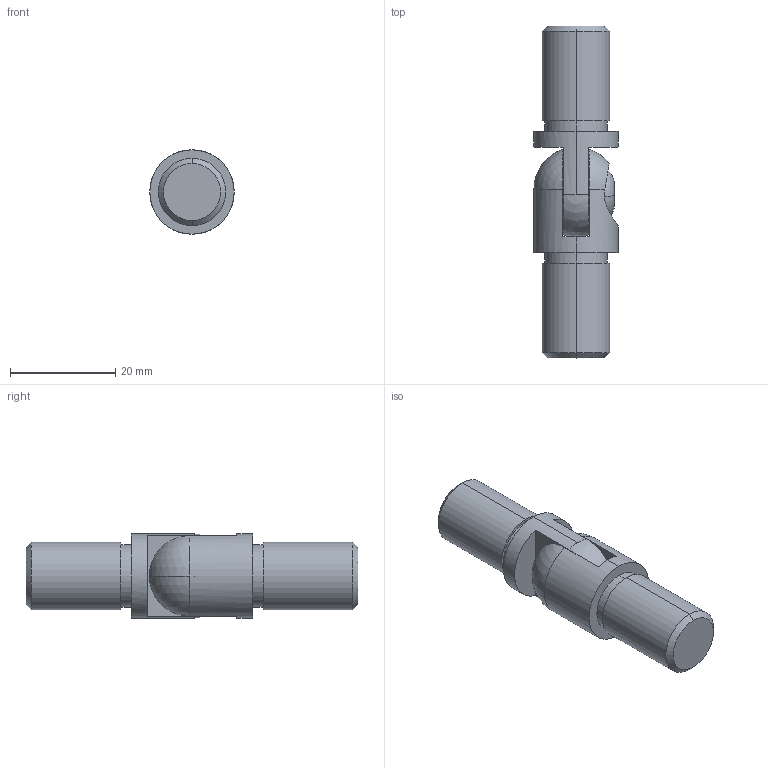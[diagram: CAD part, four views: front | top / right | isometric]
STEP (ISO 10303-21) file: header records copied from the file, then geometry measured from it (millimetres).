
FILE_DESCRIPTION (( 'STEP AP203' ), '1' );
FILE_NAME ('A_0302-016.STEP', '2019-02-18T09:40:29', ( '' ), ( '' ), 'SwSTEP 2.0', 'SolidWorks 2018', '' );
FILE_SCHEMA (( 'CONFIG_CONTROL_DESIGN' ));
Length unit declared in the file: millimetre
Products named in the file (4): SKRUTKA stn iso 7380_M6x10; A_0302-016.P2; A_0302-016; A_0302-016.P1
Assembly tree (3 placements, depth 2):
  A_0302-016
    A_0302-016.P1
    A_0302-016.P2
    SKRUTKA stn iso 7380_M6x10
Bounding box: 16 x 63 x 16 mm (x, y, z)
Volume: 8892.5 mm3; surface area: 4890.6 mm2
Topology: 3 solids, 3 shells, 68 faces, 161 edges, 99 vertices
Faces by surface type: plane 28, cylinder 22, cone 10, sphere 6, torus 2
Entity records: 2450 total; most frequent: CARTESIAN_POINT 447, DIRECTION 370, ORIENTED_EDGE 310, EDGE_CURVE 155, AXIS2_PLACEMENT_3D 154, VERTEX_POINT 99, CIRCLE 80, EDGE_LOOP 78
